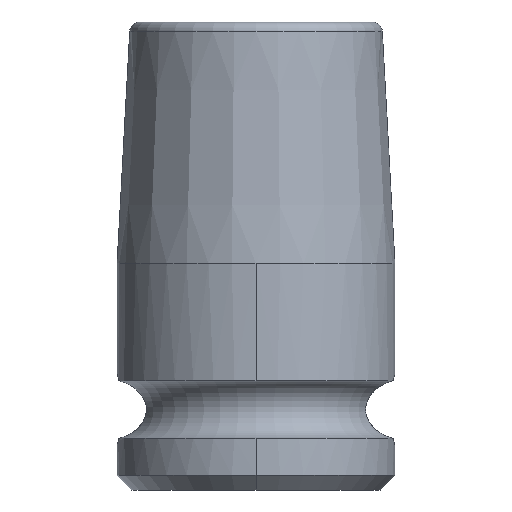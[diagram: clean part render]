
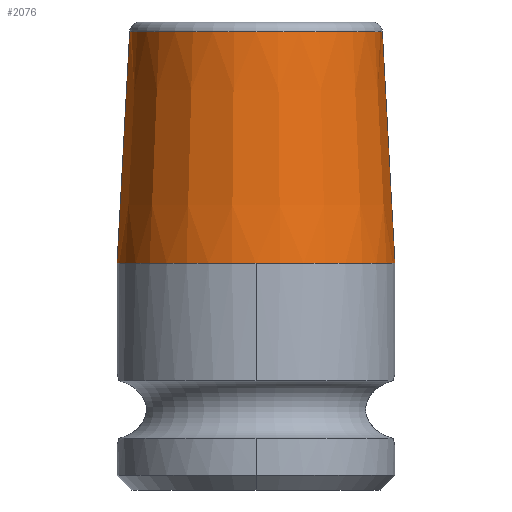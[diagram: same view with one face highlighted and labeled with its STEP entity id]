
A CAD part, left-side view. The second image highlights one B-rep face of the part: STEP entity #2076.
In plain terms, the highlighted conical face has half-angle 3.122 degrees and reference radius 9.068 mm.
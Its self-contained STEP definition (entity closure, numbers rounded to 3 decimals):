
#627=CARTESIAN_POINT('',(0.,0.,15.5));
#628=DIRECTION('',(0.,0.,1.));
#629=DIRECTION('',(0.,1.,0.));
#630=AXIS2_PLACEMENT_3D('',#627,#628,#629);
#799=CARTESIAN_POINT('',(0.,0.,15.5));
#800=DIRECTION('',(0.,0.,1.));
#801=DIRECTION('',(-1.,0.,0.));
#802=AXIS2_PLACEMENT_3D('',#799,#800,#801);
#1016=DIRECTION('',(0.,0.054,-0.999));
#1017=VECTOR('',#1016,15.862);
#1018=CARTESIAN_POINT('',(0.,8.636,
31.338));
#1019=LINE('',#1018,#1017);
#1020=DIRECTION('',(0.,-0.054,-0.999));
#1021=VECTOR('',#1020,15.862);
#1022=CARTESIAN_POINT('',(0.,-8.636,
31.338));
#1023=LINE('',#1022,#1021);
#1034=CARTESIAN_POINT('',(0.,0.,31.338));
#1035=DIRECTION('',(0.,0.,1.));
#1036=DIRECTION('',(0.,1.,0.));
#1037=AXIS2_PLACEMENT_3D('',#1034,#1035,#1036);
#1190=CARTESIAN_POINT('',(0.,9.5,15.5));
#1191=CARTESIAN_POINT('',(-9.5,0.,15.5));
#1192=VERTEX_POINT('',#1190);
#1193=VERTEX_POINT('',#1191);
#1194=CARTESIAN_POINT('',(0.,-9.5,15.5));
#1195=VERTEX_POINT('',#1194);
#1202=CARTESIAN_POINT('',(0.,8.636,31.338));
#1203=CARTESIAN_POINT('',(0.,-8.636,31.338));
#1204=VERTEX_POINT('',#1202);
#1205=VERTEX_POINT('',#1203);
#2064=CARTESIAN_POINT('',(0.,0.,23.419));
#2065=DIRECTION('',(0.,0.,-1.));
#2066=DIRECTION('',(0.,-1.,0.));
#2067=AXIS2_PLACEMENT_3D('',#2064,#2065,#2066);
#2068=CONICAL_SURFACE('',#2067,9.068,3.122);
#2069=ORIENTED_EDGE('',*,*,#2058,.T.);
#2070=ORIENTED_EDGE('',*,*,#2032,.T.);
#2071=ORIENTED_EDGE('',*,*,#1748,.F.);
#2072=ORIENTED_EDGE('',*,*,#1681,.F.);
#2073=ORIENTED_EDGE('',*,*,#2028,.F.);
#2074=EDGE_LOOP('',(#2069,#2070,#2071,#2072,#2073));
#2075=FACE_OUTER_BOUND('',#2074,.F.);
#2076=ADVANCED_FACE('',(#2075),#2068,.T.);
#631=CIRCLE('',#630,9.5);
#803=CIRCLE('',#802,9.5);
#1038=CIRCLE('',#1037,8.636);
#1681=EDGE_CURVE('',#1192,#1193,#631,.T.);
#1748=EDGE_CURVE('',#1193,#1195,#803,.T.);
#2028=EDGE_CURVE('',#1204,#1192,#1019,.T.);
#2032=EDGE_CURVE('',#1205,#1195,#1023,.T.);
#2058=EDGE_CURVE('',#1204,#1205,#1038,.T.);
